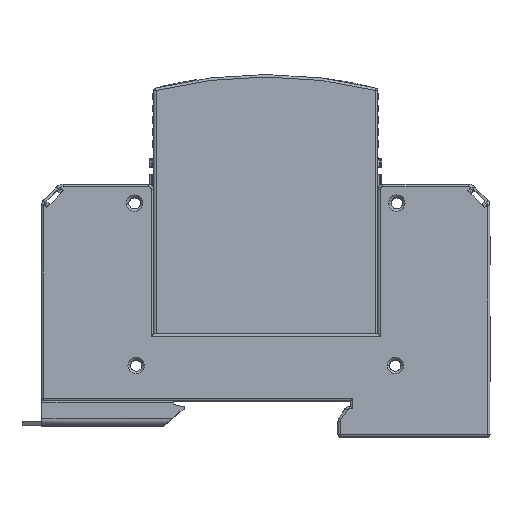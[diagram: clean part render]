
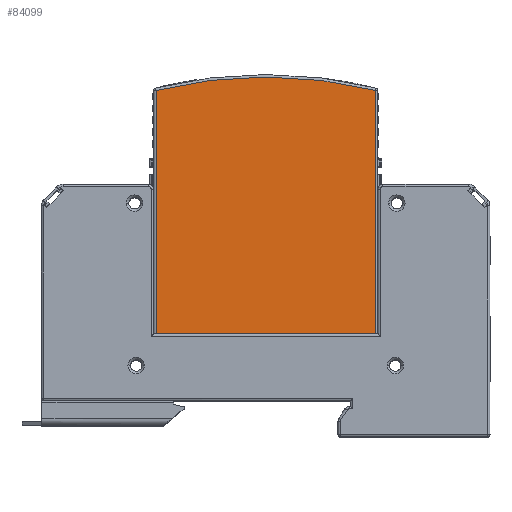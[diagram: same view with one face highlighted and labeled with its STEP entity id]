
A CAD part, top view. The second image highlights one B-rep face of the part: STEP entity #84099.
In plain terms, the highlighted face is planar.
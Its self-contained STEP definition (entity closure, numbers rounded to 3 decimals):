
#81012=CARTESIAN_POINT('',(0.,-8.9,-39.802));
#81013=DIRECTION('',(0.,1.,0.));
#81014=DIRECTION('',(-0.241,0.,0.971));
#81015=AXIS2_PLACEMENT_3D('',#81012,#81013,#81014);
#81060=DIRECTION('',(0.,0.,-1.));
#81061=VECTOR('',#81060,48.81);
#81062=CARTESIAN_POINT('',(-22.,-8.9,48.81));
#81063=LINE('',#81062,#81061);
#81129=DIRECTION('',(1.,0.,0.));
#81130=VECTOR('',#81129,44.);
#81131=CARTESIAN_POINT('',(-22.,-8.9,0.));
#81132=LINE('',#81131,#81130);
#81484=DIRECTION('',(0.,0.,1.));
#81485=VECTOR('',#81484,48.81);
#81486=CARTESIAN_POINT('',(22.,-8.9,0.));
#81487=LINE('',#81486,#81485);
#83670=CARTESIAN_POINT('',(-22.,-8.9,48.81));
#83671=CARTESIAN_POINT('',(22.,-8.9,48.81));
#83672=VERTEX_POINT('',#83670);
#83673=VERTEX_POINT('',#83671);
#83674=CARTESIAN_POINT('',(22.,-8.9,0.));
#83675=VERTEX_POINT('',#83674);
#83676=CARTESIAN_POINT('',(-22.,-8.9,0.));
#83677=VERTEX_POINT('',#83676);
#84084=CARTESIAN_POINT('',(0.,-8.9,0.));
#84085=DIRECTION('',(0.,1.,0.));
#84086=DIRECTION('',(-1.,0.,0.));
#84087=AXIS2_PLACEMENT_3D('',#84084,#84085,#84086);
#84088=PLANE('',#84087);
#84090=ORIENTED_EDGE('',*,*,#84089,.T.);
#84092=ORIENTED_EDGE('',*,*,#84091,.F.);
#84094=ORIENTED_EDGE('',*,*,#84093,.F.);
#84096=ORIENTED_EDGE('',*,*,#84095,.F.);
#84097=EDGE_LOOP('',(#84090,#84092,#84094,#84096));
#84098=FACE_OUTER_BOUND('',#84097,.F.);
#81016=CIRCLE('',#81015,91.302);
#84089=EDGE_CURVE('',#83672,#83673,#81016,.T.);
#84091=EDGE_CURVE('',#83675,#83673,#81487,.T.);
#84093=EDGE_CURVE('',#83677,#83675,#81132,.T.);
#84095=EDGE_CURVE('',#83672,#83677,#81063,.T.);
#84099=ADVANCED_FACE('',(#84098),#84088,.F.);
